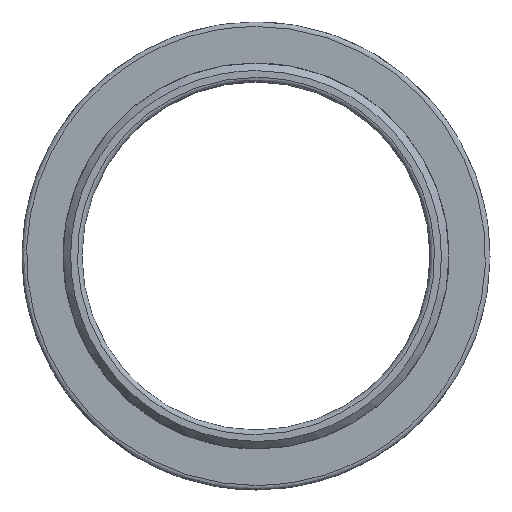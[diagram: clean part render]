
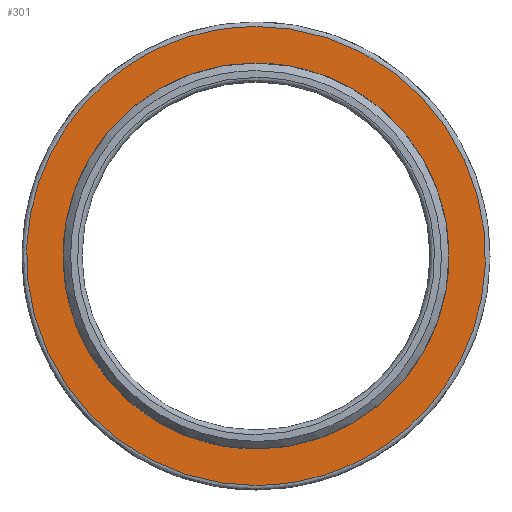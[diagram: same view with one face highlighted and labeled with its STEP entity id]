
A CAD part, left-side view. The second image highlights one B-rep face of the part: STEP entity #301.
In plain terms, the highlighted planar face has unit normal (-1, 0, 0).
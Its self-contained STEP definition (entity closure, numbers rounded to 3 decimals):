
#7 = CARTESIAN_POINT ( 'NONE',  ( -4.3, -30.2, 15.1 ) ) ;
#95 = CARTESIAN_POINT ( 'NONE',  ( -4.3, 30.2, -15.1 ) ) ;
#111 = CARTESIAN_POINT ( 'NONE',  ( -4.3, 30.2, 15.1 ) ) ;
#126 = CARTESIAN_POINT ( 'NONE',  ( -4.3, 0., 0. ) ) ;
#219 = FACE_BOUND ( 'NONE', #356, .T. ) ;
#239 = CARTESIAN_POINT ( 'NONE',  ( -4.3, 0., 15.1 ) ) ;
#249 = CIRCLE ( 'NONE', #700, 12.2 ) ;
#255 = ORIENTED_EDGE ( 'NONE', *, *, #877, .F. ) ;
#285 = CARTESIAN_POINT ( 'NONE',  ( -4.3, 0., -15.1 ) ) ;
#301 = ADVANCED_FACE ( 'NONE', ( #1114, #219 ), #759, .F. ) ;
#356 = EDGE_LOOP ( 'NONE', ( #590 ) ) ;
#467 = VERTEX_POINT ( 'NONE', #1052 ) ;
#502 = ORIENTED_EDGE ( 'NONE', *, *, #581, .F. ) ;
#514 = EDGE_CURVE ( 'NONE', #467, #467, #249, .T. ) ;
#560 =( BOUNDED_CURVE ( )  B_SPLINE_CURVE ( 3, ( #1120, #7, #945, #1113 ),
 .UNSPECIFIED., .F., .F. ) 
 B_SPLINE_CURVE_WITH_KNOTS ( ( 4, 4 ),
 ( 0., 1. ),
 .UNSPECIFIED. ) 
 CURVE ( )  GEOMETRIC_REPRESENTATION_ITEM ( )  RATIONAL_B_SPLINE_CURVE ( ( 1., 0.333, 0.333, 1. ) ) 
 REPRESENTATION_ITEM ( '' )  );
#574 = CARTESIAN_POINT ( 'NONE',  ( -4.3, 0., -12.2 ) ) ;
#576 = DIRECTION ( 'NONE',  ( 0., 0., 1. ) ) ;
#580 = DIRECTION ( 'NONE',  ( 0., 0., -1. ) ) ;
#581 = EDGE_CURVE ( 'NONE', #597, #957, #924, .T. ) ;
#590 = ORIENTED_EDGE ( 'NONE', *, *, #514, .F. ) ;
#597 = VERTEX_POINT ( 'NONE', #1063 ) ;
#645 = CARTESIAN_POINT ( 'NONE',  ( -4.3, 0., 15.1 ) ) ;
#662 = AXIS2_PLACEMENT_3D ( 'NONE', #574, #1093, #580 ) ;
#700 = AXIS2_PLACEMENT_3D ( 'NONE', #126, #832, #576 ) ;
#759 = PLANE ( 'NONE',  #662 ) ;
#832 = DIRECTION ( 'NONE',  ( -1., 0., 0. ) ) ;
#877 = EDGE_CURVE ( 'NONE', #957, #597, #560, .T. ) ;
#924 =( BOUNDED_CURVE ( )  B_SPLINE_CURVE ( 3, ( #285, #95, #111, #645 ),
 .UNSPECIFIED., .F., .T. ) 
 B_SPLINE_CURVE_WITH_KNOTS ( ( 4, 4 ),
 ( 0., 1. ),
 .UNSPECIFIED. ) 
 CURVE ( )  GEOMETRIC_REPRESENTATION_ITEM ( )  RATIONAL_B_SPLINE_CURVE ( ( 1., 0.333, 0.333, 1. ) ) 
 REPRESENTATION_ITEM ( '' )  );
#945 = CARTESIAN_POINT ( 'NONE',  ( -4.3, -30.2, -15.1 ) ) ;
#957 = VERTEX_POINT ( 'NONE', #239 ) ;
#1052 = CARTESIAN_POINT ( 'NONE',  ( -4.3, 0., 12.2 ) ) ;
#1063 = CARTESIAN_POINT ( 'NONE',  ( -4.3, 0., -15.1 ) ) ;
#1093 = DIRECTION ( 'NONE',  ( 1., 0., 0. ) ) ;
#1095 = EDGE_LOOP ( 'NONE', ( #502, #255 ) ) ;
#1113 = CARTESIAN_POINT ( 'NONE',  ( -4.3, 0., -15.1 ) ) ;
#1114 = FACE_OUTER_BOUND ( 'NONE', #1095, .T. ) ;
#1120 = CARTESIAN_POINT ( 'NONE',  ( -4.3, 0., 15.1 ) ) ;
